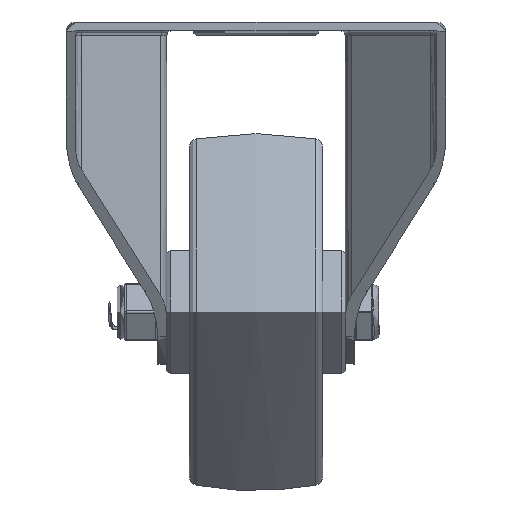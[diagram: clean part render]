
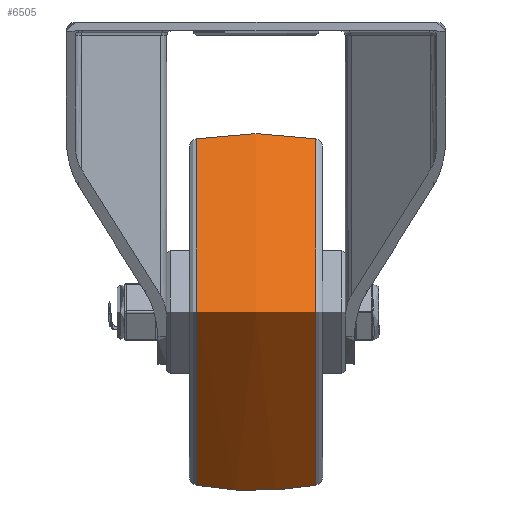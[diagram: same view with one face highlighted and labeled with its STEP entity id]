
A CAD part, left-side view. The second image highlights one B-rep face of the part: STEP entity #6505.
In plain terms, the highlighted free-form (B-spline) face has degree [2, 2] with [3, 9] control points.
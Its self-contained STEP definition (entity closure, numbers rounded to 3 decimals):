
#50=(
BOUNDED_SURFACE()
B_SPLINE_SURFACE(2,2,((#10587,#10588,#10589,#10590,#10591,#10592,#10593,
#10594,#10595),(#10596,#10597,#10598,#10599,#10600,#10601,#10602,#10603,
#10604),(#10605,#10606,#10607,#10608,#10609,#10610,#10611,#10612,#10613)),
 .UNSPECIFIED.,.F.,.T.,.F.)
B_SPLINE_SURFACE_WITH_KNOTS((3,3),(3,2,2,2,3),(-0.177,0.177),
(-3.142,-1.571,0.,1.571,3.142),
 .UNSPECIFIED.)
GEOMETRIC_REPRESENTATION_ITEM()
RATIONAL_B_SPLINE_SURFACE(((1.,0.707,1.,0.707,1.,
0.707,1.,0.707,1.),(0.984,0.696,
0.984,0.696,0.984,0.696,
0.984,0.696,0.984),(1.,0.707,
1.,0.707,1.,0.707,1.,0.707,1.)))
REPRESENTATION_ITEM('')
SURFACE()
);
#1815=FACE_OUTER_BOUND('',#2236,.T.);
#2236=EDGE_LOOP('',(#5162,#5163,#5164,#5165));
#2632=CIRCLE('',#7136,38.814);
#2633=CIRCLE('',#7137,75.75);
#2634=CIRCLE('',#7138,38.814);
#3035=VERTEX_POINT('',#10584);
#3036=VERTEX_POINT('',#10614);
#3790=EDGE_CURVE('',#3035,#3035,#2632,.T.);
#3791=EDGE_CURVE('',#3035,#3036,#2633,.T.);
#3792=EDGE_CURVE('',#3036,#3036,#2634,.T.);
#5162=ORIENTED_EDGE('',*,*,#3790,.F.);
#5163=ORIENTED_EDGE('',*,*,#3791,.T.);
#5164=ORIENTED_EDGE('',*,*,#3792,.T.);
#5165=ORIENTED_EDGE('',*,*,#3791,.F.);
#6505=ADVANCED_FACE('',(#1815),#50,.F.);
#7136=AXIS2_PLACEMENT_3D('',#10586,#8317,#8318);
#7137=AXIS2_PLACEMENT_3D('',#10615,#8319,#8320);
#7138=AXIS2_PLACEMENT_3D('',#10616,#8321,#8322);
#8317=DIRECTION('center_axis',(0.,1.,0.));
#8318=DIRECTION('ref_axis',(0.,0.,1.));
#8319=DIRECTION('center_axis',(-1.,0.,0.));
#8320=DIRECTION('ref_axis',(0.,0.,-1.));
#8321=DIRECTION('center_axis',(0.,1.,0.));
#8322=DIRECTION('ref_axis',(0.,0.,1.));
#10584=CARTESIAN_POINT('',(0.,13.353,-38.814));
#10586=CARTESIAN_POINT('Origin',(0.,13.353,0.));
#10587=CARTESIAN_POINT('Ctrl Pts',(0.,-13.353,-38.814));
#10588=CARTESIAN_POINT('Ctrl Pts',(-38.814,-13.353,
-38.814));
#10589=CARTESIAN_POINT('Ctrl Pts',(-38.814,-13.353,
0.));
#10590=CARTESIAN_POINT('Ctrl Pts',(-38.814,-13.353,
38.814));
#10591=CARTESIAN_POINT('Ctrl Pts',(0.,-13.353,38.814));
#10592=CARTESIAN_POINT('Ctrl Pts',(38.814,-13.353,38.814));
#10593=CARTESIAN_POINT('Ctrl Pts',(38.814,-13.353,0.));
#10594=CARTESIAN_POINT('Ctrl Pts',(38.814,-13.353,-38.814));
#10595=CARTESIAN_POINT('Ctrl Pts',(0.,-13.353,-38.814));
#10596=CARTESIAN_POINT('Ctrl Pts',(0.,0.,-41.205));
#10597=CARTESIAN_POINT('Ctrl Pts',(-41.205,0.,
-41.205));
#10598=CARTESIAN_POINT('Ctrl Pts',(-41.205,0.,
0.));
#10599=CARTESIAN_POINT('Ctrl Pts',(-41.205,0.,
41.205));
#10600=CARTESIAN_POINT('Ctrl Pts',(0.,0.,41.205));
#10601=CARTESIAN_POINT('Ctrl Pts',(41.205,0.,
41.205));
#10602=CARTESIAN_POINT('Ctrl Pts',(41.205,0.,
0.));
#10603=CARTESIAN_POINT('Ctrl Pts',(41.205,0.,
-41.205));
#10604=CARTESIAN_POINT('Ctrl Pts',(0.,0.,-41.205));
#10605=CARTESIAN_POINT('Ctrl Pts',(0.,13.353,-38.814));
#10606=CARTESIAN_POINT('Ctrl Pts',(-38.814,13.353,-38.814));
#10607=CARTESIAN_POINT('Ctrl Pts',(-38.814,13.353,0.));
#10608=CARTESIAN_POINT('Ctrl Pts',(-38.814,13.353,38.814));
#10609=CARTESIAN_POINT('Ctrl Pts',(0.,13.353,38.814));
#10610=CARTESIAN_POINT('Ctrl Pts',(38.814,13.353,38.814));
#10611=CARTESIAN_POINT('Ctrl Pts',(38.814,13.353,0.));
#10612=CARTESIAN_POINT('Ctrl Pts',(38.814,13.353,-38.814));
#10613=CARTESIAN_POINT('Ctrl Pts',(0.,13.353,-38.814));
#10614=CARTESIAN_POINT('',(0.,-13.353,-38.814));
#10615=CARTESIAN_POINT('Origin',(0.,0.,
35.75));
#10616=CARTESIAN_POINT('Origin',(0.,-13.353,0.));
